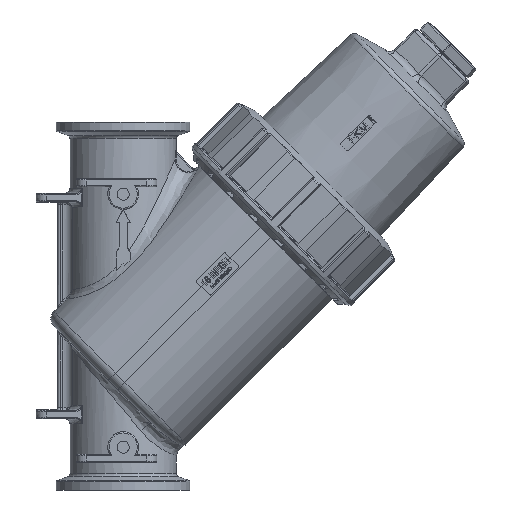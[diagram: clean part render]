
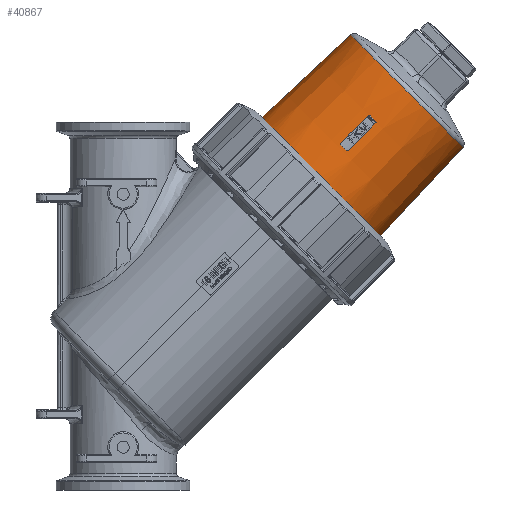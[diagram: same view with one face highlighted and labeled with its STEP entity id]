
A CAD part, left-side view. The second image highlights one B-rep face of the part: STEP entity #40867.
In plain terms, the highlighted conical face has half-angle 2 degrees and reference radius 50.87 mm.
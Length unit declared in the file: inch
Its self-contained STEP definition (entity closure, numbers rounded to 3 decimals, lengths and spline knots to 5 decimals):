
#3712=FACE_OUTER_BOUND('',#6086,.T.);
#6086=EDGE_LOOP('',(#30986,#30987,#30988,#30989,#30990,#30991));
#8173=CIRCLE('',#44058,1.94638);
#8175=CIRCLE('',#44060,1.94638);
#8176=CIRCLE('',#44061,1.94638);
#9187=B_SPLINE_CURVE_WITH_KNOTS('',3,(#72063,#72064,#72065,#72066,#72067,
#72068,#72069,#72070,#72071,#72072,#72073,#72074,#72075,#72076,#72077,#72078,
#72079,#72080,#72081,#72082,#72083,#72084,#72085,#72086,#72087,#72088,#72089,
#72090,#72091,#72092,#72093,#72094,#72095,#72096,#72097,#72098,#72099,#72100,
#72101,#72102,#72103,#72104),.UNSPECIFIED.,.T.,.F.,(4,1,1,1,1,1,1,1,1,1,
1,1,1,1,1,1,1,1,1,1,1,1,1,1,1,1,1,1,1,1,1,1,1,1,1,1,1,1,1,4),(-68.17886,
-67.26575,-66.96138,-65.7439,-64.52642,-64.37424,
-63.91768,-63.30894,-62.09146,-61.78709,
-61.68564,-60.06233,-59.25068,-58.43903,
-58.23611,-57.62737,-56.81572,-56.00407,
-55.80115,-55.19241,-53.56911,-52.75745,
-51.13415,-50.32249,-49.51084,-48.69919,
-47.07588,-46.26423,-45.45258,-43.82927,
-43.01762,-42.20596,-40.58266,-39.771,
-38.95935,-37.74187,-36.52439,-35.91565,
-35.30691,-34.08943),.UNSPECIFIED.);
#11531=LINE('',#72105,#14475);
#14475=VECTOR('',#49078,2.00276);
#17894=VERTEX_POINT('',#72054);
#17895=VERTEX_POINT('',#72055);
#17896=VERTEX_POINT('',#72058);
#17897=VERTEX_POINT('',#72062);
#22756=EDGE_CURVE('',#17894,#17895,#8173,.T.);
#22758=EDGE_CURVE('',#17895,#17896,#8175,.T.);
#22759=EDGE_CURVE('',#17896,#17894,#8176,.T.);
#22760=EDGE_CURVE('',#17897,#17897,#9187,.T.);
#22761=EDGE_CURVE('',#17897,#17896,#11531,.T.);
#30986=ORIENTED_EDGE('',*,*,#22760,.F.);
#30987=ORIENTED_EDGE('',*,*,#22761,.T.);
#30988=ORIENTED_EDGE('',*,*,#22758,.F.);
#30989=ORIENTED_EDGE('',*,*,#22756,.F.);
#30990=ORIENTED_EDGE('',*,*,#22759,.F.);
#30991=ORIENTED_EDGE('',*,*,#22761,.F.);
#40148=CONICAL_SURFACE('',#44062,2.00276,0.035);
#40867=ADVANCED_FACE('',(#3712),#40148,.T.);
#44058=AXIS2_PLACEMENT_3D('',#72056,#49068,#49069);
#44060=AXIS2_PLACEMENT_3D('',#72059,#49072,#49073);
#44061=AXIS2_PLACEMENT_3D('',#72060,#49074,#49075);
#44062=AXIS2_PLACEMENT_3D('',#72061,#49076,#49077);
#49068=DIRECTION('center_axis',(0.,-1.,0.));
#49069=DIRECTION('ref_axis',(1.,0.,0.));
#49072=DIRECTION('center_axis',(0.,-1.,0.));
#49073=DIRECTION('ref_axis',(1.,0.,0.));
#49074=DIRECTION('center_axis',(0.,-1.,0.));
#49075=DIRECTION('ref_axis',(1.,0.,0.));
#49076=DIRECTION('center_axis',(0.,1.,0.));
#49077=DIRECTION('ref_axis',(-1.,0.,0.));
#49078=DIRECTION('',(-0.035,-0.999,0.));
#72054=CARTESIAN_POINT('',(-1.94638,-4.06081,0.));
#72055=CARTESIAN_POINT('',(0.,-4.06081,-1.94638));
#72056=CARTESIAN_POINT('Origin',(0.,-4.06081,0.));
#72058=CARTESIAN_POINT('',(1.94638,-4.06081,0.));
#72059=CARTESIAN_POINT('Origin',(0.,-4.06081,0.));
#72060=CARTESIAN_POINT('Origin',(0.,-4.06081,0.));
#72061=CARTESIAN_POINT('Origin',(0.,-2.4465,0.));
#72062=CARTESIAN_POINT('',(2.05899,-0.83632,0.));
#72063=CARTESIAN_POINT('Ctrl Pts',(2.05899,-0.83632,0.));
#72064=CARTESIAN_POINT('Ctrl Pts',(2.05899,-0.83632,-0.11482));
#72065=CARTESIAN_POINT('Ctrl Pts',(2.04611,-0.83632,-0.26858));
#72066=CARTESIAN_POINT('Ctrl Pts',(1.98639,-0.83632,
-0.56954));
#72067=CARTESIAN_POINT('Ctrl Pts',(1.87249,-0.83632,-0.8971));
#72068=CARTESIAN_POINT('Ctrl Pts',(1.6978,-0.83632,-1.17648));
#72069=CARTESIAN_POINT('Ctrl Pts',(1.55084,-0.83632,-1.35618));
#72070=CARTESIAN_POINT('Ctrl Pts',(1.44665,-0.83632,
-1.46974));
#72071=CARTESIAN_POINT('Ctrl Pts',(1.23262,-0.83632,
-1.6618));
#72072=CARTESIAN_POINT('Ctrl Pts',(1.00177,-0.83632,-1.80767));
#72073=CARTESIAN_POINT('Ctrl Pts',(0.81417,-0.83632,
-1.89169));
#72074=CARTESIAN_POINT('Ctrl Pts',(0.57796,-0.83632,
-1.98769));
#72075=CARTESIAN_POINT('Ctrl Pts',(0.25933,-0.83632,
-2.06072));
#72076=CARTESIAN_POINT('Ctrl Pts',(-0.15124,-0.83632,
-2.06105));
#72077=CARTESIAN_POINT('Ctrl Pts',(-0.38019,-0.83632,
-2.02703));
#72078=CARTESIAN_POINT('Ctrl Pts',(-0.58068,-0.83632,
-1.9776));
#72079=CARTESIAN_POINT('Ctrl Pts',(-0.77628,-0.83632,
-1.91341));
#72080=CARTESIAN_POINT('Ctrl Pts',(-1.03013,-0.83632,
-1.79156));
#72081=CARTESIAN_POINT('Ctrl Pts',(-1.22285,-0.83632,
-1.66085));
#72082=CARTESIAN_POINT('Ctrl Pts',(-1.38158,-0.83632,
-1.52928));
#72083=CARTESIAN_POINT('Ctrl Pts',(-1.60291,-0.83632,
-1.31741));
#72084=CARTESIAN_POINT('Ctrl Pts',(-1.82377,-0.83632,
-0.99338));
#72085=CARTESIAN_POINT('Ctrl Pts',(-2.01176,-0.83632,
-0.51658));
#72086=CARTESIAN_POINT('Ctrl Pts',(-2.07445,-0.83632,
-0.10327));
#72087=CARTESIAN_POINT('Ctrl Pts',(-2.04401,-0.83632,
0.30488));
#72088=CARTESIAN_POINT('Ctrl Pts',(-1.97497,-0.83632,
0.60872));
#72089=CARTESIAN_POINT('Ctrl Pts',(-1.82595,-0.83632,
0.98984));
#72090=CARTESIAN_POINT('Ctrl Pts',(-1.59055,-0.83632,
1.33564));
#72091=CARTESIAN_POINT('Ctrl Pts',(-1.29053,-0.83632,
1.61419));
#72092=CARTESIAN_POINT('Ctrl Pts',(-0.94816,-0.83632,
1.84797));
#72093=CARTESIAN_POINT('Ctrl Pts',(-0.56417,-0.83632,
1.99893));
#72094=CARTESIAN_POINT('Ctrl Pts',(-0.15437,-0.83632,
2.06088));
#72095=CARTESIAN_POINT('Ctrl Pts',(0.25512,-0.83632,
2.06125));
#72096=CARTESIAN_POINT('Ctrl Pts',(0.66285,-0.83632,
1.96845));
#72097=CARTESIAN_POINT('Ctrl Pts',(1.03167,-0.83632,1.79066));
#72098=CARTESIAN_POINT('Ctrl Pts',(1.3319,-0.83632,1.58628));
#72099=CARTESIAN_POINT('Ctrl Pts',(1.62194,-0.83632,
1.29617));
#72100=CARTESIAN_POINT('Ctrl Pts',(1.83014,-0.83632,
0.96558));
#72101=CARTESIAN_POINT('Ctrl Pts',(1.94704,-0.83632,
0.68237));
#72102=CARTESIAN_POINT('Ctrl Pts',(2.03314,-0.83632,0.38525));
#72103=CARTESIAN_POINT('Ctrl Pts',(2.05899,-0.83632,0.15309));
#72104=CARTESIAN_POINT('Ctrl Pts',(2.05899,-0.83632,0.));
#72105=CARTESIAN_POINT('',(2.00276,-2.4465,0.));
